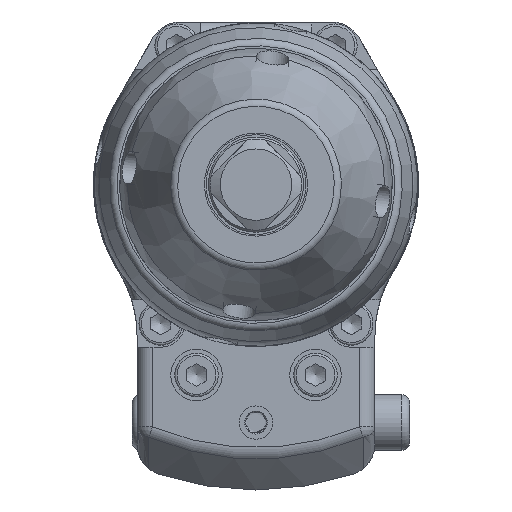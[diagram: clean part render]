
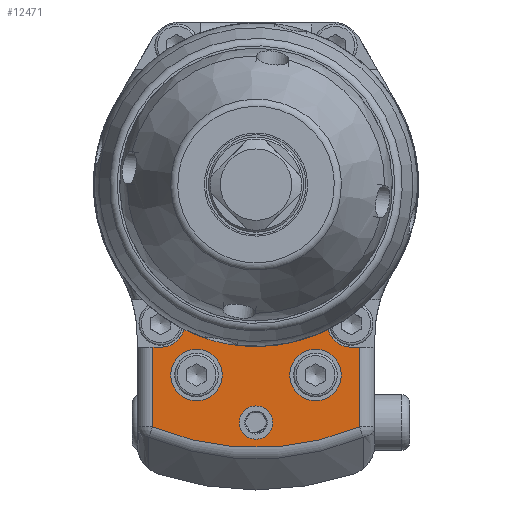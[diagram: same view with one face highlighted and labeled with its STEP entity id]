
A CAD part, front view. The second image highlights one B-rep face of the part: STEP entity #12471.
In plain terms, the highlighted planar face has unit normal (0, -1, 0).
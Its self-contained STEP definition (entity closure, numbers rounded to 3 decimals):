
#285=FACE_BOUND('',#2838,.T.);
#286=FACE_BOUND('',#2839,.T.);
#287=FACE_BOUND('',#2840,.T.);
#610=PLANE('',#13748);
#2065=FACE_OUTER_BOUND('',#2837,.T.);
#2837=EDGE_LOOP('',(#11084,#11085,#11086,#11087,#11088,#11089,#11090,#11091,
#11092,#11093,#11094,#11095,#11096,#11097,#11098,#11099,#11100,#11101,#11102,
#11103));
#2838=EDGE_LOOP('',(#11104));
#2839=EDGE_LOOP('',(#11105));
#2840=EDGE_LOOP('',(#11106));
#3085=LINE('',#18048,#3974);
#3683=LINE('',#21206,#4572);
#3712=LINE('',#21415,#4601);
#3729=LINE('',#21563,#4618);
#3741=LINE('',#21596,#4630);
#3744=LINE('',#21600,#4633);
#3747=LINE('',#21611,#4636);
#3750=LINE('',#21615,#4639);
#3974=VECTOR('',#14253,10.);
#4572=VECTOR('',#16535,10.);
#4601=VECTOR('',#16668,10.);
#4618=VECTOR('',#16753,10.);
#4630=VECTOR('',#16789,10.);
#4633=VECTOR('',#16794,10.);
#4636=VECTOR('',#16805,10.);
#4639=VECTOR('',#16810,10.);
#4831=CIRCLE('',#12753,3.2);
#5228=CIRCLE('',#13586,19.5);
#5229=CIRCLE('',#13588,3.2);
#5230=CIRCLE('',#13590,19.5);
#5235=CIRCLE('',#13598,2.5);
#5236=CIRCLE('',#13600,19.5);
#5241=CIRCLE('',#13607,19.5);
#5265=CIRCLE('',#13656,33.172);
#5267=CIRCLE('',#13660,17.);
#5268=CIRCLE('',#13662,3.25);
#5270=CIRCLE('',#13665,3.25);
#5275=CIRCLE('',#13677,17.);
#5282=CIRCLE('',#13692,3.);
#5284=CIRCLE('',#13697,3.);
#5289=CIRCLE('',#13708,2.1);
#5514=VERTEX_POINT('',#18030);
#5515=VERTEX_POINT('',#18032);
#5518=VERTEX_POINT('',#18045);
#5519=VERTEX_POINT('',#18047);
#6236=VERTEX_POINT('',#21178);
#6237=VERTEX_POINT('',#21180);
#6238=VERTEX_POINT('',#21184);
#6240=VERTEX_POINT('',#21191);
#6245=VERTEX_POINT('',#21204);
#6246=VERTEX_POINT('',#21210);
#6280=VERTEX_POINT('',#21411);
#6281=VERTEX_POINT('',#21413);
#6285=VERTEX_POINT('',#21474);
#6286=VERTEX_POINT('',#21483);
#6287=VERTEX_POINT('',#21496);
#6289=VERTEX_POINT('',#21502);
#6303=VERTEX_POINT('',#21542);
#6306=VERTEX_POINT('',#21561);
#6312=VERTEX_POINT('',#21587);
#6313=VERTEX_POINT('',#21588);
#6316=VERTEX_POINT('',#21602);
#6317=VERTEX_POINT('',#21603);
#6325=VERTEX_POINT('',#21634);
#6648=EDGE_CURVE('',#5515,#5514,#4831,.T.);
#6653=EDGE_CURVE('',#5519,#5518,#3085,.T.);
#7784=EDGE_CURVE('',#6237,#6236,#5228,.T.);
#7786=EDGE_CURVE('',#6238,#6237,#5229,.T.);
#7788=EDGE_CURVE('',#5518,#5515,#5230,.T.);
#7797=EDGE_CURVE('',#6236,#6245,#3683,.T.);
#7798=EDGE_CURVE('',#6245,#5519,#5235,.T.);
#7799=EDGE_CURVE('',#6246,#6238,#5236,.T.);
#7804=EDGE_CURVE('',#5514,#6240,#5241,.T.);
#7861=EDGE_CURVE('',#6281,#6280,#3712,.T.);
#7870=EDGE_CURVE('',#6285,#6281,#5265,.T.);
#7873=EDGE_CURVE('',#6246,#6286,#5267,.T.);
#7874=EDGE_CURVE('',#6287,#6287,#5268,.T.);
#7877=EDGE_CURVE('',#6289,#6289,#5270,.T.);
#7898=EDGE_CURVE('',#6303,#6240,#5275,.T.);
#7903=EDGE_CURVE('',#6306,#6285,#3729,.T.);
#7916=EDGE_CURVE('',#6312,#6313,#5282,.T.);
#7920=EDGE_CURVE('',#6313,#6280,#3741,.T.);
#7923=EDGE_CURVE('',#6303,#6312,#3744,.T.);
#7924=EDGE_CURVE('',#6316,#6317,#5284,.T.);
#7928=EDGE_CURVE('',#6317,#6286,#3747,.T.);
#7931=EDGE_CURVE('',#6306,#6316,#3750,.T.);
#7942=EDGE_CURVE('',#6325,#6325,#5289,.T.);
#11084=ORIENTED_EDGE('',*,*,#7870,.F.);
#11085=ORIENTED_EDGE('',*,*,#7903,.F.);
#11086=ORIENTED_EDGE('',*,*,#7931,.T.);
#11087=ORIENTED_EDGE('',*,*,#7924,.T.);
#11088=ORIENTED_EDGE('',*,*,#7928,.T.);
#11089=ORIENTED_EDGE('',*,*,#7873,.F.);
#11090=ORIENTED_EDGE('',*,*,#7799,.T.);
#11091=ORIENTED_EDGE('',*,*,#7786,.T.);
#11092=ORIENTED_EDGE('',*,*,#7784,.T.);
#11093=ORIENTED_EDGE('',*,*,#7797,.T.);
#11094=ORIENTED_EDGE('',*,*,#7798,.T.);
#11095=ORIENTED_EDGE('',*,*,#6653,.T.);
#11096=ORIENTED_EDGE('',*,*,#7788,.T.);
#11097=ORIENTED_EDGE('',*,*,#6648,.T.);
#11098=ORIENTED_EDGE('',*,*,#7804,.T.);
#11099=ORIENTED_EDGE('',*,*,#7898,.F.);
#11100=ORIENTED_EDGE('',*,*,#7923,.T.);
#11101=ORIENTED_EDGE('',*,*,#7916,.T.);
#11102=ORIENTED_EDGE('',*,*,#7920,.T.);
#11103=ORIENTED_EDGE('',*,*,#7861,.F.);
#11104=ORIENTED_EDGE('',*,*,#7874,.T.);
#11105=ORIENTED_EDGE('',*,*,#7877,.T.);
#11106=ORIENTED_EDGE('',*,*,#7942,.T.);
#12471=ADVANCED_FACE('',(#2065,#285,#286,#287),#610,.T.);
#12753=AXIS2_PLACEMENT_3D('',#18033,#14246,#14247);
#13586=AXIS2_PLACEMENT_3D('',#21181,#16507,#16508);
#13588=AXIS2_PLACEMENT_3D('',#21185,#16512,#16513);
#13590=AXIS2_PLACEMENT_3D('',#21188,#16517,#16518);
#13598=AXIS2_PLACEMENT_3D('',#21208,#16538,#16539);
#13600=AXIS2_PLACEMENT_3D('',#21211,#16542,#16543);
#13607=AXIS2_PLACEMENT_3D('',#21220,#16556,#16557);
#13656=AXIS2_PLACEMENT_3D('',#21479,#16683,#16684);
#13660=AXIS2_PLACEMENT_3D('',#21494,#16691,#16692);
#13662=AXIS2_PLACEMENT_3D('',#21497,#16695,#16696);
#13665=AXIS2_PLACEMENT_3D('',#21503,#16702,#16703);
#13677=AXIS2_PLACEMENT_3D('',#21553,#16740,#16741);
#13692=AXIS2_PLACEMENT_3D('',#21589,#16781,#16782);
#13697=AXIS2_PLACEMENT_3D('',#21604,#16797,#16798);
#13708=AXIS2_PLACEMENT_3D('',#21636,#16832,#16833);
#13748=AXIS2_PLACEMENT_3D('',#21741,#16922,#16923);
#14246=DIRECTION('center_axis',(0.,-1.,0.));
#14247=DIRECTION('ref_axis',(0.,0.,
1.));
#14253=DIRECTION('',(0.,0.,-1.));
#16507=DIRECTION('center_axis',(0.,1.,0.));
#16508=DIRECTION('ref_axis',(0.,0.,
-1.));
#16512=DIRECTION('center_axis',(0.,-1.,0.));
#16513=DIRECTION('ref_axis',(0.,0.,
1.));
#16517=DIRECTION('center_axis',(0.,1.,0.));
#16518=DIRECTION('ref_axis',(0.,0.,
-1.));
#16535=DIRECTION('',(0.,0.,1.));
#16538=DIRECTION('center_axis',(0.,-1.,0.));
#16539=DIRECTION('ref_axis',(1.,0.,0.));
#16542=DIRECTION('center_axis',(0.,1.,0.));
#16543=DIRECTION('ref_axis',(0.,0.,
-1.));
#16556=DIRECTION('center_axis',(0.,1.,0.));
#16557=DIRECTION('ref_axis',(0.,0.,
-1.));
#16668=DIRECTION('',(0.,0.,1.));
#16683=DIRECTION('center_axis',(0.,1.,0.));
#16684=DIRECTION('ref_axis',(0.,0.,
-1.));
#16691=DIRECTION('center_axis',(0.,-1.,0.));
#16692=DIRECTION('ref_axis',(-0.96,0.,0.278));
#16695=DIRECTION('center_axis',(0.,1.,0.));
#16696=DIRECTION('ref_axis',(1.,0.,0.));
#16702=DIRECTION('center_axis',(0.,1.,0.));
#16703=DIRECTION('ref_axis',(1.,0.,0.));
#16740=DIRECTION('center_axis',(0.,-1.,0.));
#16741=DIRECTION('ref_axis',(0.96,0.,0.278));
#16753=DIRECTION('',(0.,0.,-1.));
#16781=DIRECTION('center_axis',(0.,1.,0.));
#16782=DIRECTION('ref_axis',(0.,0.,
-1.));
#16789=DIRECTION('',(-1.,0.,0.));
#16794=DIRECTION('',(1.,0.,0.));
#16797=DIRECTION('center_axis',(0.,1.,0.));
#16798=DIRECTION('ref_axis',(0.,0.,
1.));
#16805=DIRECTION('',(1.,0.,0.));
#16810=DIRECTION('',(-1.,0.,0.));
#16832=DIRECTION('center_axis',(0.,1.,0.));
#16833=DIRECTION('ref_axis',(-1.,0.,0.));
#16922=DIRECTION('center_axis',(0.,-1.,0.));
#16923=DIRECTION('ref_axis',(1.,0.,0.));
#18030=CARTESIAN_POINT('',(-13.06,0.,-14.481));
#18032=CARTESIAN_POINT('',(-8.802,0.,-17.401));
#18033=CARTESIAN_POINT('Origin',(-12.,0.,-17.5));
#18045=CARTESIAN_POINT('',(0.,0.,-19.5));
#18047=CARTESIAN_POINT('',(0.,0.,-15.));
#18048=CARTESIAN_POINT('',(0.,0.,-19.914));
#21178=CARTESIAN_POINT('',(5.,0.,-18.848));
#21180=CARTESIAN_POINT('',(8.802,0.,-17.401));
#21181=CARTESIAN_POINT('Origin',(0.,0.,0.));
#21184=CARTESIAN_POINT('',(13.06,0.,-14.481));
#21185=CARTESIAN_POINT('Origin',(12.,0.,-17.5));
#21188=CARTESIAN_POINT('Origin',(0.,0.,0.));
#21191=CARTESIAN_POINT('',(-13.823,0.,-13.754));
#21204=CARTESIAN_POINT('',(5.,0.,-15.));
#21206=CARTESIAN_POINT('',(5.,0.,-7.5));
#21208=CARTESIAN_POINT('Origin',(2.5,0.,
-15.));
#21210=CARTESIAN_POINT('',(13.823,0.,-13.754));
#21211=CARTESIAN_POINT('Origin',(0.,0.,0.));
#21220=CARTESIAN_POINT('Origin',(0.,0.,0.));
#21411=CARTESIAN_POINT('',(-13.,0.,-20.5));
#21413=CARTESIAN_POINT('',(-13.,0.,-30.518));
#21415=CARTESIAN_POINT('',(-13.,0.,-10.693));
#21474=CARTESIAN_POINT('',(13.,0.,-30.518));
#21479=CARTESIAN_POINT('Origin',(0.,0.,0.));
#21483=CARTESIAN_POINT('',(13.601,0.,-14.5));
#21494=CARTESIAN_POINT('Origin',(30.,0.,-18.98));
#21496=CARTESIAN_POINT('',(4.25,0.,-24.));
#21497=CARTESIAN_POINT('Origin',(7.5,0.,
-24.));
#21502=CARTESIAN_POINT('',(-10.75,0.,-24.));
#21503=CARTESIAN_POINT('Origin',(-7.5,0.,
-24.));
#21542=CARTESIAN_POINT('',(-13.601,0.,-14.5));
#21553=CARTESIAN_POINT('Origin',(-30.,0.,-18.98));
#21561=CARTESIAN_POINT('',(13.,0.,-20.5));
#21563=CARTESIAN_POINT('',(13.,0.,-21.436));
#21587=CARTESIAN_POINT('',(-12.,0.,-14.5));
#21588=CARTESIAN_POINT('',(-12.,0.,-20.5));
#21589=CARTESIAN_POINT('Origin',(-12.,0.,-17.5));
#21596=CARTESIAN_POINT('',(-6.,0.,-20.5));
#21600=CARTESIAN_POINT('',(-11.926,0.,-14.5));
#21602=CARTESIAN_POINT('',(12.,0.,-20.5));
#21603=CARTESIAN_POINT('',(12.,0.,-14.5));
#21604=CARTESIAN_POINT('Origin',(12.,0.,-17.5));
#21611=CARTESIAN_POINT('',(6.,0.,-14.5));
#21615=CARTESIAN_POINT('',(10.865,0.,-20.5));
#21634=CARTESIAN_POINT('',(2.1,0.,-30.));
#21636=CARTESIAN_POINT('Origin',(0.,0.,
-30.));
#21741=CARTESIAN_POINT('Origin',(0.,0.,
-7.413));
